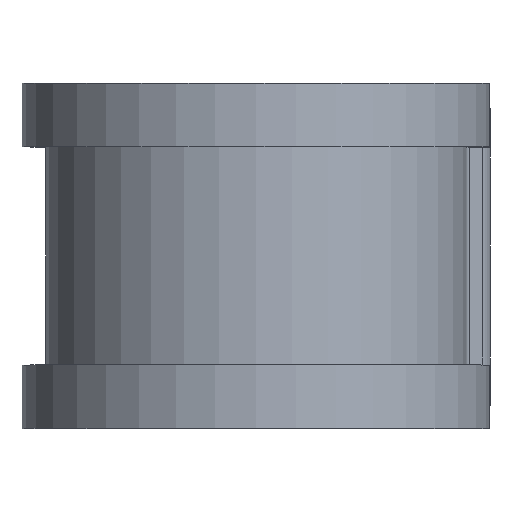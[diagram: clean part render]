
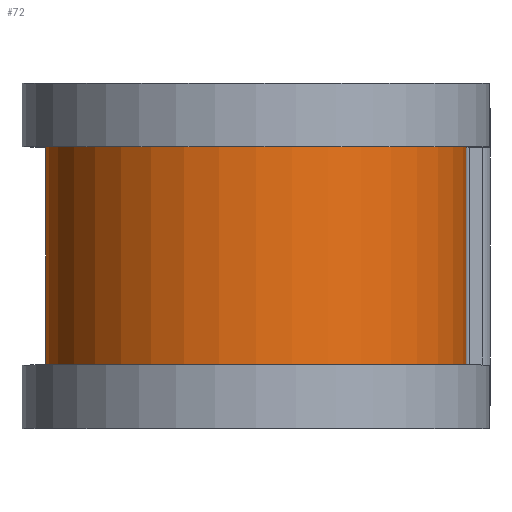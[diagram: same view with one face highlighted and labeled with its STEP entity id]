
A CAD part, top view. The second image highlights one B-rep face of the part: STEP entity #72.
In plain terms, the highlighted cylindrical face has radius 13.449 mm (diameter 26.899 mm), a partial arc.
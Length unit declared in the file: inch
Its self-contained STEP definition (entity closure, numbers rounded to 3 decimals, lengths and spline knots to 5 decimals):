
#14 = VECTOR ( 'NONE', #1714, 39.37008 ) ;
#30 = CARTESIAN_POINT ( 'NONE',  ( 0., -0.275, -0.5295 ) ) ;
#39 = LINE ( 'NONE', #1580, #14 ) ;
#72 = ADVANCED_FACE ( 'NONE', ( #1286 ), #1255, .T. ) ;
#103 = AXIS2_PLACEMENT_3D ( 'NONE', #1472, #1563, #1550 ) ;
#118 = AXIS2_PLACEMENT_3D ( 'NONE', #1460, #1192, #1103 ) ;
#129 = AXIS2_PLACEMENT_3D ( 'NONE', #1349, #1576, #1591 ) ;
#163 = EDGE_CURVE ( 'NONE', #869, #731, #1252, .T. ) ;
#168 = EDGE_CURVE ( 'NONE', #711, #1607, #1253, .T. ) ;
#221 = EDGE_CURVE ( 'NONE', #1607, #731, #1071, .T. ) ;
#227 = ORIENTED_EDGE ( 'NONE', *, *, #168, .T. ) ;
#414 = EDGE_LOOP ( 'NONE', ( #618, #227, #1404, #870 ) ) ;
#504 = CARTESIAN_POINT ( 'NONE',  ( 0., 0.275, -0.5295 ) ) ;
#538 = DIRECTION ( 'NONE',  ( 0., -1., 0. ) ) ;
#618 = ORIENTED_EDGE ( 'NONE', *, *, #1414, .F. ) ;
#711 = VERTEX_POINT ( 'NONE', #1408 ) ;
#731 = VERTEX_POINT ( 'NONE', #30 ) ;
#794 = CARTESIAN_POINT ( 'NONE',  ( 0., 0.375, -0.5295 ) ) ;
#869 = VERTEX_POINT ( 'NONE', #1338 ) ;
#870 = ORIENTED_EDGE ( 'NONE', *, *, #163, .F. ) ;
#995 = VECTOR ( 'NONE', #538, 39.37008 ) ;
#1071 = LINE ( 'NONE', #794, #995 ) ;
#1103 = DIRECTION ( 'NONE',  ( 0., 0., -1. ) ) ;
#1192 = DIRECTION ( 'NONE',  ( 0., -1., 0. ) ) ;
#1252 = CIRCLE ( 'NONE', #129, 0.5295 ) ;
#1253 = CIRCLE ( 'NONE', #103, 0.5295 ) ;
#1255 = CYLINDRICAL_SURFACE ( 'NONE', #118, 0.5295 ) ;
#1286 = FACE_OUTER_BOUND ( 'NONE', #414, .T. ) ;
#1338 = CARTESIAN_POINT ( 'NONE',  ( 0.5295, -0.275, 0. ) ) ;
#1349 = CARTESIAN_POINT ( 'NONE',  ( 0., -0.275, 0. ) ) ;
#1404 = ORIENTED_EDGE ( 'NONE', *, *, #221, .T. ) ;
#1408 = CARTESIAN_POINT ( 'NONE',  ( 0.5295, 0.275, 0. ) ) ;
#1414 = EDGE_CURVE ( 'NONE', #711, #869, #39, .T. ) ;
#1460 = CARTESIAN_POINT ( 'NONE',  ( 0., 0.375, 0. ) ) ;
#1472 = CARTESIAN_POINT ( 'NONE',  ( 0., 0.275, 0. ) ) ;
#1550 = DIRECTION ( 'NONE',  ( 0., 0., -1. ) ) ;
#1563 = DIRECTION ( 'NONE',  ( 0., -1., 0. ) ) ;
#1576 = DIRECTION ( 'NONE',  ( 0., -1., 0. ) ) ;
#1580 = CARTESIAN_POINT ( 'NONE',  ( 0.5295, 0.375, 0. ) ) ;
#1591 = DIRECTION ( 'NONE',  ( 0., 0., -1. ) ) ;
#1607 = VERTEX_POINT ( 'NONE', #504 ) ;
#1714 = DIRECTION ( 'NONE',  ( 0., -1., 0. ) ) ;
